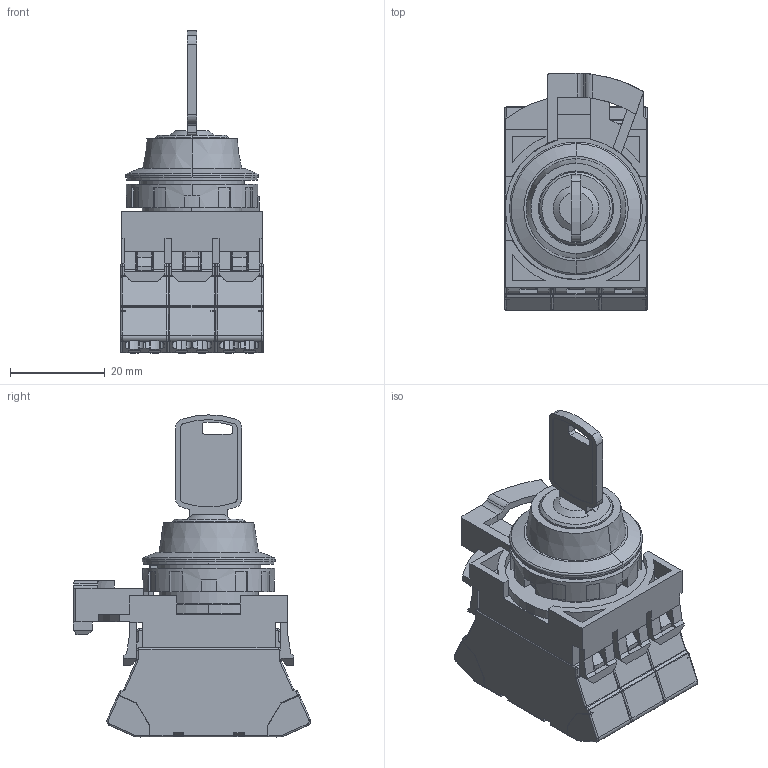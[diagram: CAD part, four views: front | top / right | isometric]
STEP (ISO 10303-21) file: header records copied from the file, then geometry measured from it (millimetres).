
FILE_DESCRIPTION (( 'STEP AP214' ), '1' );
FILE_NAME ('123_CW[1][4]K-[2][3]($)Pxx-[][1H][2H].STEP', '2020-08-04T06:18:35', ( 'IDEC' ), ( 'IDEC' ), 'SwSTEP 2.0', 'SolidWorks 2019', '' );
FILE_SCHEMA (( 'AUTOMOTIVE_DESIGN' ));
Length unit declared in the file: millimetre
Products named in the file (6): CW-KS-BODY; HW-Pxx(R); CW-HANDLE-K; CW-LOCK-NUT; CW-CN; 123_CW[1][4]K-[2][3]($)Pxx-[][1H][2H]
Assembly tree (7 placements, depth 2):
  123_CW[1][4]K-[2][3]($)Pxx-[][1H][2H]
    CW-KS-BODY
    CW-HANDLE-K
    CW-CN
    HW-Pxx(R)  x3
    CW-LOCK-NUT
Bounding box: 30 x 49.96 x 67.93 mm (x, y, z)
Volume: 36757.6 mm3; surface area: 23176.8 mm2
Topology: 7 solids, 10 shells, 1843 faces, 5070 edges, 3226 vertices
Faces by surface type: plane 1080, cylinder 631, bspline 122, cone 10
Entity records: 28799 total; most frequent: CARTESIAN_POINT 6192, ORIENTED_EDGE 4800, DIRECTION 4456, EDGE_CURVE 2400, VECTOR 1734, LINE 1734, VERTEX_POINT 1542, AXIS2_PLACEMENT_3D 1361
